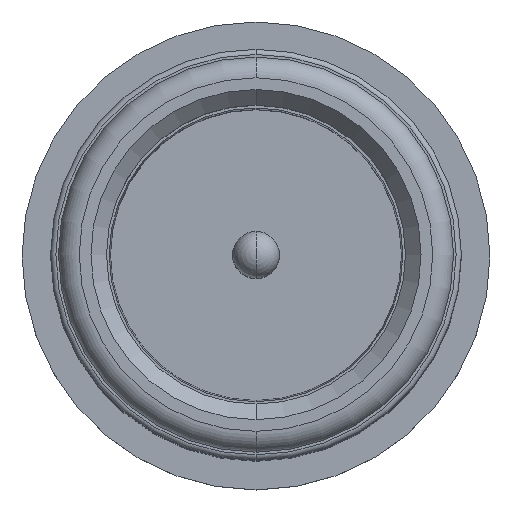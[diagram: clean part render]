
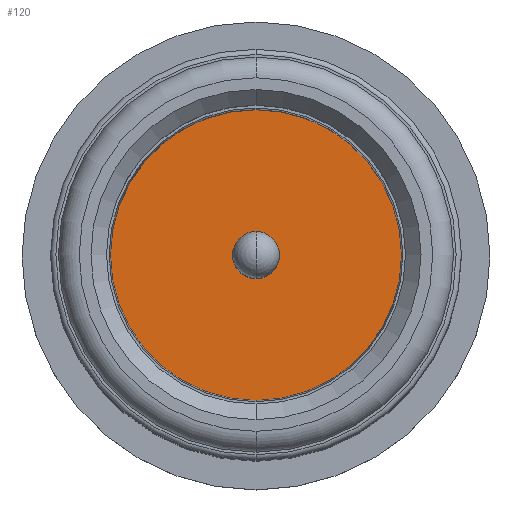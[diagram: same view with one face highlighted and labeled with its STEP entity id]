
A CAD part, top view. The second image highlights one B-rep face of the part: STEP entity #120.
In plain terms, the highlighted planar face has unit normal (0, 0, 1).
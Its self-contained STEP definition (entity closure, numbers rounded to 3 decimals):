
#28 = EDGE_CURVE ( 'NONE', #3011, #1653, #3360, .T. ) ;
#34 = CIRCLE ( 'NONE', #430, 0.45 ) ;
#120 = ADVANCED_FACE ( 'NONE', ( #1519, #2253 ), #664, .T. ) ;
#318 = EDGE_LOOP ( 'NONE', ( #1683, #2134 ) ) ;
#350 = DIRECTION ( 'NONE',  ( 0., 0., 1. ) ) ;
#430 = AXIS2_PLACEMENT_3D ( 'NONE', #596, #350, #1874 ) ;
#538 = EDGE_CURVE ( 'NONE', #1653, #3011, #2803, .T. ) ;
#596 = CARTESIAN_POINT ( 'NONE',  ( 0., 0., 16.85 ) ) ;
#664 = PLANE ( 'NONE',  #2063 ) ;
#666 = CARTESIAN_POINT ( 'NONE',  ( 0., 0., 16.85 ) ) ;
#708 = EDGE_CURVE ( 'NONE', #1854, #1813, #3414, .T. ) ;
#710 = CARTESIAN_POINT ( 'NONE',  ( 0., 2.8, 16.85 ) ) ;
#719 = CARTESIAN_POINT ( 'NONE',  ( 0., 0., 16.85 ) ) ;
#777 = AXIS2_PLACEMENT_3D ( 'NONE', #719, #2586, #2288 ) ;
#887 = DIRECTION ( 'NONE',  ( 1., 0., 0. ) ) ;
#893 = ORIENTED_EDGE ( 'NONE', *, *, #28, .T. ) ;
#1031 = AXIS2_PLACEMENT_3D ( 'NONE', #666, #2223, #887 ) ;
#1223 = DIRECTION ( 'NONE',  ( 0., 0., 1. ) ) ;
#1383 = CARTESIAN_POINT ( 'NONE',  ( 0., 0.45, 16.85 ) ) ;
#1410 = ORIENTED_EDGE ( 'NONE', *, *, #538, .T. ) ;
#1519 = FACE_BOUND ( 'NONE', #318, .T. ) ;
#1653 = VERTEX_POINT ( 'NONE', #710 ) ;
#1683 = ORIENTED_EDGE ( 'NONE', *, *, #708, .F. ) ;
#1813 = VERTEX_POINT ( 'NONE', #1890 ) ;
#1835 = EDGE_CURVE ( 'NONE', #1813, #1854, #34, .T. ) ;
#1854 = VERTEX_POINT ( 'NONE', #1383 ) ;
#1874 = DIRECTION ( 'NONE',  ( 1., 0., 0. ) ) ;
#1882 = CARTESIAN_POINT ( 'NONE',  ( 0., -2.8, 16.85 ) ) ;
#1890 = CARTESIAN_POINT ( 'NONE',  ( 0., -0.45, 16.85 ) ) ;
#1975 = CARTESIAN_POINT ( 'NONE',  ( 0., 0., 16.85 ) ) ;
#2063 = AXIS2_PLACEMENT_3D ( 'NONE', #1975, #1223, #3046 ) ;
#2134 = ORIENTED_EDGE ( 'NONE', *, *, #1835, .F. ) ;
#2223 = DIRECTION ( 'NONE',  ( 0., 0., 1. ) ) ;
#2249 = DIRECTION ( 'NONE',  ( 1., 0., 0. ) ) ;
#2253 = FACE_OUTER_BOUND ( 'NONE', #2996, .T. ) ;
#2288 = DIRECTION ( 'NONE',  ( 1., 0., 0. ) ) ;
#2507 = CARTESIAN_POINT ( 'NONE',  ( 0., 0., 16.85 ) ) ;
#2586 = DIRECTION ( 'NONE',  ( 0., 0., 1. ) ) ;
#2778 = AXIS2_PLACEMENT_3D ( 'NONE', #2507, #3284, #2249 ) ;
#2803 = CIRCLE ( 'NONE', #1031, 2.8 ) ;
#2996 = EDGE_LOOP ( 'NONE', ( #1410, #893 ) ) ;
#3011 = VERTEX_POINT ( 'NONE', #1882 ) ;
#3046 = DIRECTION ( 'NONE',  ( 1., 0., 0. ) ) ;
#3284 = DIRECTION ( 'NONE',  ( 0., 0., 1. ) ) ;
#3360 = CIRCLE ( 'NONE', #2778, 2.8 ) ;
#3414 = CIRCLE ( 'NONE', #777, 0.45 ) ;
